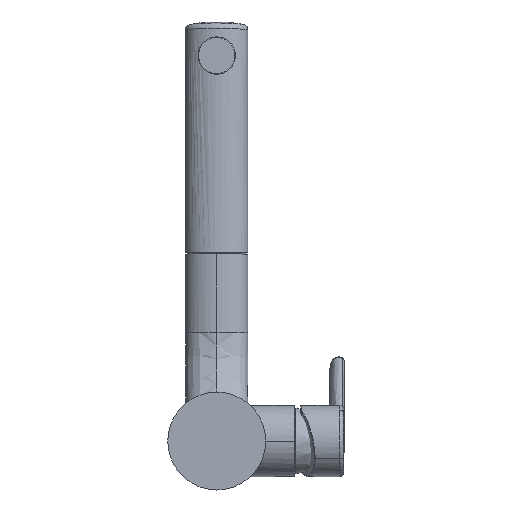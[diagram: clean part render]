
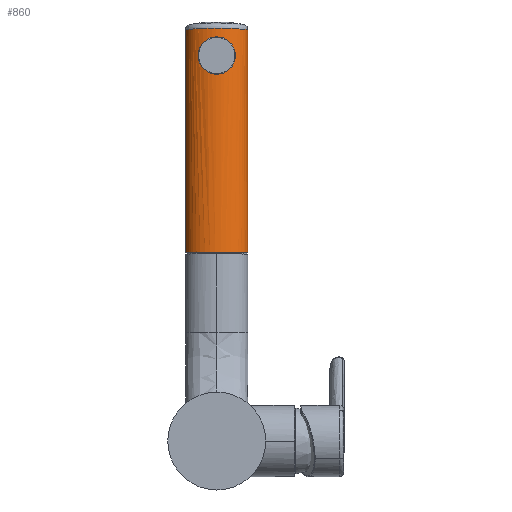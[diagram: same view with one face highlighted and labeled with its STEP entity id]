
A CAD part, front view. The second image highlights one B-rep face of the part: STEP entity #860.
In plain terms, the highlighted free-form (B-spline) face has degree [3, 1] with [4, 2] control points.
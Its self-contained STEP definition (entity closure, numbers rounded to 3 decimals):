
#11 = CARTESIAN_POINT ( 'NONE',  ( 0.968, 295.525, 232.017 ) ) ;
#343 = CARTESIAN_POINT ( 'NONE',  ( -17.5, 306.38, 231.125 ) ) ;
#678 = CARTESIAN_POINT ( 'NONE',  ( 7.411, 296.677, 231.858 ) ) ;
#860 = ADVANCED_FACE ( 'NONE', ( #4163 ), #8227, .F. ) ;
#907 = ORIENTED_EDGE ( 'NONE', *, *, #6688, .T. ) ;
#1143 = VECTOR ( 'NONE', #3343, 1000. ) ;
#1207 = LINE ( 'NONE', #5239, #1143 ) ;
#1270 = CARTESIAN_POINT ( 'NONE',  ( -17.5, 307.601, 231.104 ) ) ;
#1297 = CARTESIAN_POINT ( 'NONE',  ( -16.82, 303.975, 231.211 ) ) ;
#1328 = CARTESIAN_POINT ( 'NONE',  ( 10.989, 298.149, 231.675 ) ) ;
#1820 = VERTEX_POINT ( 'NONE', #4453 ) ;
#1831 = CARTESIAN_POINT ( 'NONE',  ( 17.5, 281.418, 106.219 ) ) ;
#1889 = EDGE_CURVE ( 'NONE', #8159, #4751, #3543, .T. ) ;
#1930 = CARTESIAN_POINT ( 'NONE',  ( -13.89, 300.217, 231.469 ) ) ;
#1957 = CARTESIAN_POINT ( 'NONE',  ( 13.89, 300.217, 231.469 ) ) ;
#2204 = ORIENTED_EDGE ( 'NONE', *, *, #1889, .F. ) ;
#2581 = CARTESIAN_POINT ( 'NONE',  ( -10.989, 298.149, 231.675 ) ) ;
#2604 = CARTESIAN_POINT ( 'NONE',  ( 16.82, 303.975, 231.211 ) ) ;
#2672 = DIRECTION ( 'NONE',  ( 0., -0.017, -1. ) ) ;
#3013 = CARTESIAN_POINT ( 'NONE',  ( 17.5, 305.4, 105.001 ) ) ;
#3246 = CARTESIAN_POINT ( 'NONE',  ( -7.411, 296.678, 231.858 ) ) ;
#3275 = CARTESIAN_POINT ( 'NONE',  ( 17.5, 306.38, 231.125 ) ) ;
#3343 = DIRECTION ( 'NONE',  ( 0., -0.017, -1. ) ) ;
#3537 = VECTOR ( 'NONE', #2672, 1000. ) ;
#3543 = LINE ( 'NONE', #3013, #3537 ) ;
#3881 = CARTESIAN_POINT ( 'NONE',  ( -0.968, 295.525, 232.017 ) ) ;
#4163 = FACE_OUTER_BOUND ( 'NONE', #6151, .T. ) ;
#4284 = CARTESIAN_POINT ( 'NONE',  ( -17.5, 281.418, 106.219 ) ) ;
#4453 = CARTESIAN_POINT ( 'NONE',  ( -17.5, 305.414, 105.801 ) ) ;
#4525 = CARTESIAN_POINT ( 'NONE',  ( 4.27, 295.835, 231.971 ) ) ;
#4751 = VERTEX_POINT ( 'NONE', #6313 ) ;
#4882 = CARTESIAN_POINT ( 'NONE',  ( 17.5, 305.414, 105.801 ) ) ;
#4924 = CARTESIAN_POINT ( 'NONE',  ( 17.5, 307.627, 232.55 ) ) ;
#4945 = CARTESIAN_POINT ( 'NONE',  ( 17.5, 281.418, 106.219 ) ) ;
#4994 = CARTESIAN_POINT ( 'NONE',  ( 17.5, 283.63, 232.969 ) ) ;
#5002 = CARTESIAN_POINT ( 'NONE',  ( -17.5, 281.418, 106.219 ) ) ;
#5035 = CARTESIAN_POINT ( 'NONE',  ( -17.5, 283.63, 232.969 ) ) ;
#5042 = CARTESIAN_POINT ( 'NONE',  ( -17.5, 305.414, 105.801 ) ) ;
#5144 = CARTESIAN_POINT ( 'NONE',  ( -17.274, 305.16, 231.161 ) ) ;
#5172 = CARTESIAN_POINT ( 'NONE',  ( 8.684, 297.124, 231.8 ) ) ;
#5239 = CARTESIAN_POINT ( 'NONE',  ( -17.5, 305.4, 105.001 ) ) ;
#5270 = CARTESIAN_POINT ( 'NONE',  ( -17.5, 307.627, 232.55 ) ) ;
#5458 = ORIENTED_EDGE ( 'NONE', *, *, #6357, .F. ) ;
#5799 = CARTESIAN_POINT ( 'NONE',  ( -15.632, 301.952, 231.327 ) ) ;
#5804 =( BOUNDED_CURVE ( )  B_SPLINE_CURVE ( 3, ( #5042, #4284, #1831, #6376 ),
 .UNSPECIFIED., .F., .T. ) 
 B_SPLINE_CURVE_WITH_KNOTS ( ( 4, 4 ),
 ( 0., 1. ),
 .UNSPECIFIED. ) 
 CURVE ( )  GEOMETRIC_REPRESENTATION_ITEM ( )  RATIONAL_B_SPLINE_CURVE ( ( 1., 0.333, 0.333, 1. ) ) 
 REPRESENTATION_ITEM ( '' )  );
#5824 = CARTESIAN_POINT ( 'NONE',  ( 13.01, 299.503, 231.536 ) ) ;
#5907 = EDGE_CURVE ( 'NONE', #7874, #1820, #1207, .T. ) ;
#6151 = EDGE_LOOP ( 'NONE', ( #2204, #5458, #7381, #907 ) ) ;
#6285 = CARTESIAN_POINT ( 'NONE',  ( -17.5, 305.414, 105.801 ) ) ;
#6313 = CARTESIAN_POINT ( 'NONE',  ( 17.5, 305.414, 105.801 ) ) ;
#6357 = EDGE_CURVE ( 'NONE', #7874, #8159, #7965, .T. ) ;
#6376 = CARTESIAN_POINT ( 'NONE',  ( 17.5, 305.414, 105.801 ) ) ;
#6478 = CARTESIAN_POINT ( 'NONE',  ( -13.01, 299.503, 231.536 ) ) ;
#6508 = CARTESIAN_POINT ( 'NONE',  ( 15.632, 301.952, 231.327 ) ) ;
#6688 = EDGE_CURVE ( 'NONE', #1820, #4751, #5804, .T. ) ;
#7155 = CARTESIAN_POINT ( 'NONE',  ( -8.684, 297.124, 231.8 ) ) ;
#7182 = CARTESIAN_POINT ( 'NONE',  ( 17.274, 305.16, 231.161 ) ) ;
#7381 = ORIENTED_EDGE ( 'NONE', *, *, #5907, .T. ) ;
#7817 = CARTESIAN_POINT ( 'NONE',  ( -4.27, 295.835, 231.971 ) ) ;
#7839 = CARTESIAN_POINT ( 'NONE',  ( 17.5, 307.601, 231.104 ) ) ;
#7874 = VERTEX_POINT ( 'NONE', #1270 ) ;
#7965 = B_SPLINE_CURVE_WITH_KNOTS ( 'NONE', 5,
 ( #8451, #343, #5144, #1297, #5799, #1930, #6478, #2581, #7155, #3246, #7817, #3881, #11, #4525, #678, #5172, #1328, #5824, #1957, #6508, #2604, #7182, #3275, #7839 ),
 .UNSPECIFIED., .F., .F.,
 ( 6, 3, 3, 3, 3, 3, 3, 6 ),
 ( 0., 0.149, 0.271, 0.406, 0.594, 0.729, 0.851, 1. ),
 .UNSPECIFIED. ) ;
#8077 = CARTESIAN_POINT ( 'NONE',  ( 17.5, 307.601, 231.104 ) ) ;
#8159 = VERTEX_POINT ( 'NONE', #8077 ) ;
#8227 =( BOUNDED_SURFACE ( )  B_SPLINE_SURFACE ( 3, 1, ( 
 ( #5270, #6285 ),
 ( #5035, #5002 ),
 ( #4994, #4945 ),
 ( #4924, #4882 ) ),
 .UNSPECIFIED., .F., .F., .T. ) 
 B_SPLINE_SURFACE_WITH_KNOTS ( ( 4, 4 ),
 ( 2, 2 ),
 ( 0., 1. ),
 ( 0., 1. ),
 .UNSPECIFIED. ) 
 GEOMETRIC_REPRESENTATION_ITEM ( )  RATIONAL_B_SPLINE_SURFACE ( (
 ( 1., 1.),
 ( 0.333, 0.333),
 ( 0.333, 0.333),
 ( 1., 1.) ) ) 
 REPRESENTATION_ITEM ( '' )  SURFACE ( )  );
#8451 = CARTESIAN_POINT ( 'NONE',  ( -17.5, 307.601, 231.104 ) ) ;
